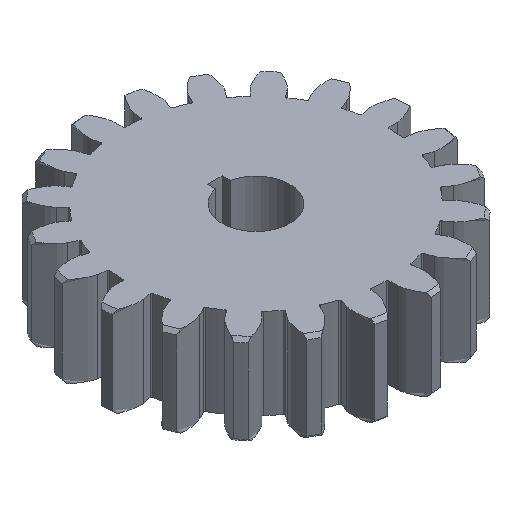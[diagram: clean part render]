
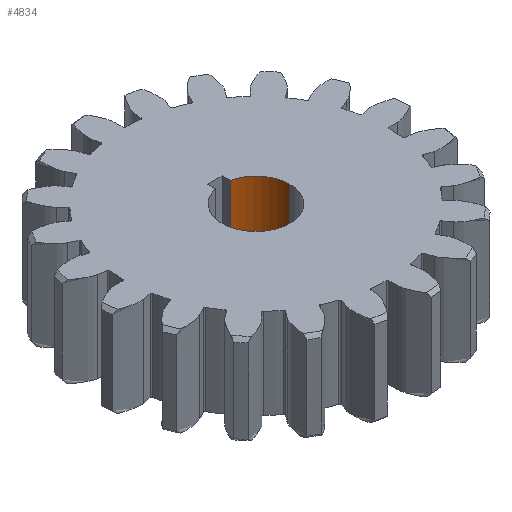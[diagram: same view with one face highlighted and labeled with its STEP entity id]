
A CAD part, isometric view. The second image highlights one B-rep face of the part: STEP entity #4834.
In plain terms, the highlighted cylindrical face has radius 2.388 mm (diameter 4.775 mm), a partial arc.
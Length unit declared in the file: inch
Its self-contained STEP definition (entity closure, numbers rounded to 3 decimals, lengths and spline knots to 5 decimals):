
#155 = CIRCLE ( 'NONE', #4182, 0.094 ) ;
#568 = DIRECTION ( 'NONE',  ( 0., 0., 1. ) ) ;
#808 = VERTEX_POINT ( 'NONE', #870 ) ;
#870 = CARTESIAN_POINT ( 'NONE',  ( 0.094, 0., -0.125 ) ) ;
#893 = CARTESIAN_POINT ( 'NONE',  ( 0., 0., -0.125 ) ) ;
#1116 = VECTOR ( 'NONE', #8443, 39.37008 ) ;
#1249 = VERTEX_POINT ( 'NONE', #9476 ) ;
#1589 = EDGE_LOOP ( 'NONE', ( #10231, #2950, #3321, #3939 ) ) ;
#2593 = EDGE_CURVE ( 'NONE', #4415, #1249, #9305, .T. ) ;
#2893 = CARTESIAN_POINT ( 'NONE',  ( 0.02, 0.09185, -0.125 ) ) ;
#2950 = ORIENTED_EDGE ( 'NONE', *, *, #6413, .T. ) ;
#3102 = CARTESIAN_POINT ( 'NONE',  ( 0., 0., 0.125 ) ) ;
#3229 = AXIS2_PLACEMENT_3D ( 'NONE', #9810, #568, #6376 ) ;
#3310 = LINE ( 'NONE', #5931, #8330 ) ;
#3321 = ORIENTED_EDGE ( 'NONE', *, *, #9071, .T. ) ;
#3486 = VERTEX_POINT ( 'NONE', #3649 ) ;
#3649 = CARTESIAN_POINT ( 'NONE',  ( 0.094, 0., 0.125 ) ) ;
#3858 = CYLINDRICAL_SURFACE ( 'NONE', #3229, 0.094 ) ;
#3939 = ORIENTED_EDGE ( 'NONE', *, *, #2593, .F. ) ;
#4182 = AXIS2_PLACEMENT_3D ( 'NONE', #3102, #6442, #5563 ) ;
#4392 = CARTESIAN_POINT ( 'NONE',  ( 0.02, 0.09185, -0.125 ) ) ;
#4415 = VERTEX_POINT ( 'NONE', #2893 ) ;
#4834 = ADVANCED_FACE ( 'NONE', ( #8944 ), #3858, .F. ) ;
#4967 = EDGE_CURVE ( 'NONE', #808, #4415, #4970, .T. ) ;
#4970 = CIRCLE ( 'NONE', #6207, 0.094 ) ;
#5563 = DIRECTION ( 'NONE',  ( 1., 0., 0. ) ) ;
#5931 = CARTESIAN_POINT ( 'NONE',  ( 0.094, 0., -0.125 ) ) ;
#5974 = DIRECTION ( 'NONE',  ( 0., 0., 1. ) ) ;
#6207 = AXIS2_PLACEMENT_3D ( 'NONE', #893, #5974, #7567 ) ;
#6376 = DIRECTION ( 'NONE',  ( 1., 0., 0. ) ) ;
#6413 = EDGE_CURVE ( 'NONE', #808, #3486, #3310, .T. ) ;
#6442 = DIRECTION ( 'NONE',  ( 0., 0., 1. ) ) ;
#7567 = DIRECTION ( 'NONE',  ( 1., 0., 0. ) ) ;
#8330 = VECTOR ( 'NONE', #9157, 39.37008 ) ;
#8443 = DIRECTION ( 'NONE',  ( 0., 0., 1. ) ) ;
#8944 = FACE_OUTER_BOUND ( 'NONE', #1589, .T. ) ;
#9071 = EDGE_CURVE ( 'NONE', #3486, #1249, #155, .T. ) ;
#9157 = DIRECTION ( 'NONE',  ( 0., 0., 1. ) ) ;
#9305 = LINE ( 'NONE', #4392, #1116 ) ;
#9476 = CARTESIAN_POINT ( 'NONE',  ( 0.02, 0.09185, 0.125 ) ) ;
#9810 = CARTESIAN_POINT ( 'NONE',  ( 0., 0., -0.125 ) ) ;
#10231 = ORIENTED_EDGE ( 'NONE', *, *, #4967, .F. ) ;
